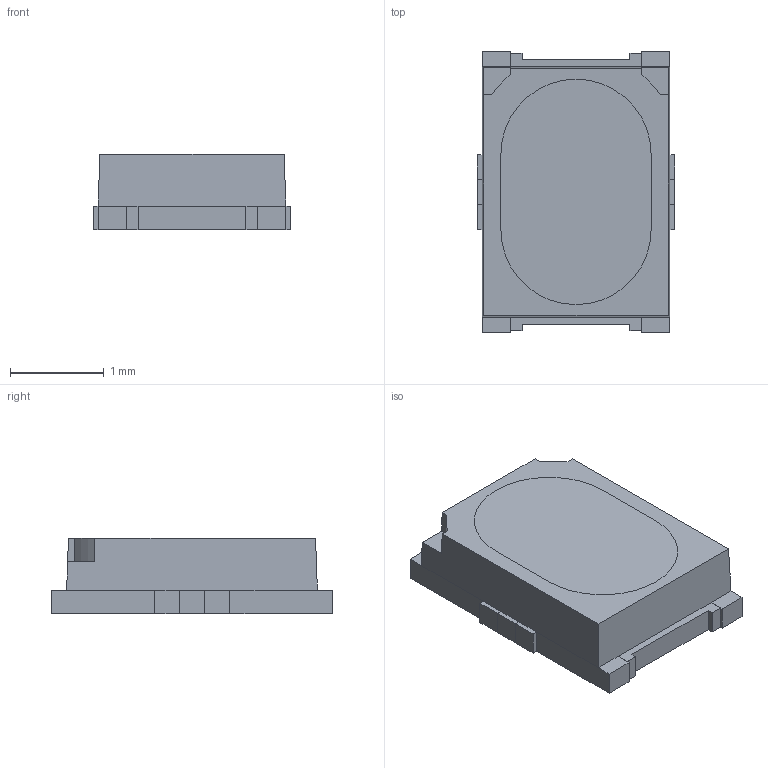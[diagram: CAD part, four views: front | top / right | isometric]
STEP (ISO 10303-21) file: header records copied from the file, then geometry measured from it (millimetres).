
FILE_DESCRIPTION( ( 'Unknown' ), '1' );
FILE_NAME( 'WL-SWTP_158302xxx.stp', 'Unknown', ( 'Unknown' ), ( 'Unknown' ), 'PSStep 16.0.42', 'Unknown', ' ' );
FILE_SCHEMA( ( 'AUTOMOTIVE_DESIGN { 1 0 10303 214 1 1 1 1 }' ) );
Length unit declared in the file: millimetre
Products named in the file (6): Assem1; body; LED; contact
Assembly tree (5 placements, depth 2):
  Assem1
    body
    LED
    contact
    contact
    contact
Bounding box: 2.1 x 3 x 0.8 mm (x, y, z)
Volume: 4.3 mm3; surface area: 40.4 mm2
Topology: 5 solids, 5 shells, 107 faces, 266 edges, 172 vertices
Faces by surface type: plane 95, cylinder 8, bspline 4
Full cylindrical faces by diameter (mm): 0.34 x2
Entity records: 4108 total; most frequent: CARTESIAN_POINT 609, ORIENTED_EDGE 528, DIRECTION 506, EDGE_CURVE 264, LINE 240, VECTOR 240, VERTEX_POINT 172, AXIS2_PLACEMENT_3D 133
